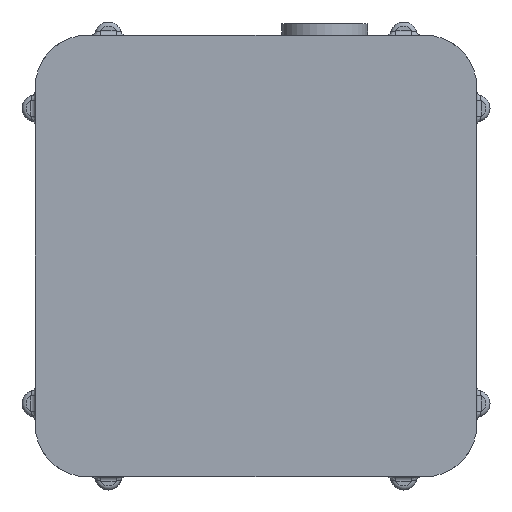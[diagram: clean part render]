
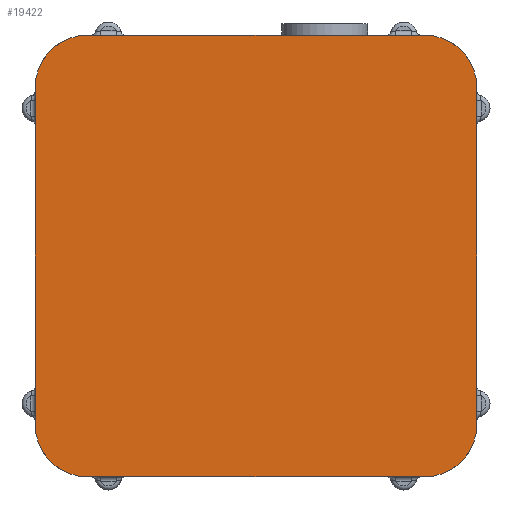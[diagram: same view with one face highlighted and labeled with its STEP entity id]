
A CAD part, front view. The second image highlights one B-rep face of the part: STEP entity #19422.
In plain terms, the highlighted planar face has unit normal (0, -1, 0).
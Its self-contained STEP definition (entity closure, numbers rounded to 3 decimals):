
#1031=PLANE('',#21142);
#1714=FACE_OUTER_BOUND('',#2944,.T.);
#2944=EDGE_LOOP('',(#13684,#13685,#13686,#13687,#13688,#13689,#13690,#13691));
#4228=LINE('',#29988,#5738);
#4271=LINE('',#31485,#5781);
#4300=LINE('',#32030,#5810);
#4316=LINE('',#32267,#5826);
#5738=VECTOR('',#23491,10.);
#5781=VECTOR('',#23624,10.);
#5810=VECTOR('',#23797,10.);
#5826=VECTOR('',#23871,10.);
#7242=CIRCLE('',#20932,12.75);
#7247=CIRCLE('',#20940,12.75);
#7252=CIRCLE('',#20948,12.75);
#7259=CIRCLE('',#20959,12.75);
#8435=VERTEX_POINT('',#29985);
#8436=VERTEX_POINT('',#29987);
#8452=VERTEX_POINT('',#30219);
#8461=VERTEX_POINT('',#30545);
#8464=VERTEX_POINT('',#30550);
#8475=VERTEX_POINT('',#30887);
#8478=VERTEX_POINT('',#30892);
#8495=VERTEX_POINT('',#31364);
#10192=EDGE_CURVE('',#8436,#8435,#4228,.T.);
#10212=EDGE_CURVE('',#8435,#8452,#7242,.T.);
#10228=EDGE_CURVE('',#8461,#8464,#7247,.T.);
#10246=EDGE_CURVE('',#8475,#8478,#7252,.T.);
#10273=EDGE_CURVE('',#8495,#8436,#7259,.T.);
#10293=EDGE_CURVE('',#8452,#8475,#4271,.T.);
#10381=EDGE_CURVE('',#8464,#8495,#4300,.T.);
#10422=EDGE_CURVE('',#8478,#8461,#4316,.T.);
#13684=ORIENTED_EDGE('',*,*,#10246,.T.);
#13685=ORIENTED_EDGE('',*,*,#10422,.T.);
#13686=ORIENTED_EDGE('',*,*,#10228,.T.);
#13687=ORIENTED_EDGE('',*,*,#10381,.T.);
#13688=ORIENTED_EDGE('',*,*,#10273,.T.);
#13689=ORIENTED_EDGE('',*,*,#10192,.T.);
#13690=ORIENTED_EDGE('',*,*,#10212,.T.);
#13691=ORIENTED_EDGE('',*,*,#10293,.T.);
#19422=ADVANCED_FACE('',(#1714),#1031,.F.);
#20932=AXIS2_PLACEMENT_3D('',#30221,#23510,#23511);
#20940=AXIS2_PLACEMENT_3D('',#30552,#23531,#23532);
#20948=AXIS2_PLACEMENT_3D('',#30894,#23554,#23555);
#20959=AXIS2_PLACEMENT_3D('',#31368,#23589,#23590);
#21142=AXIS2_PLACEMENT_3D('',#32431,#24064,#24065);
#23491=DIRECTION('',(-1.,0.,0.));
#23510=DIRECTION('center_axis',(0.,-1.,0.));
#23511=DIRECTION('ref_axis',(-1.,0.,0.));
#23531=DIRECTION('center_axis',(0.,-1.,0.));
#23532=DIRECTION('ref_axis',(1.,0.,0.));
#23554=DIRECTION('center_axis',(0.,-1.,0.));
#23555=DIRECTION('ref_axis',(0.,0.,-1.));
#23589=DIRECTION('center_axis',(0.,-1.,0.));
#23590=DIRECTION('ref_axis',(0.,0.,1.));
#23624=DIRECTION('',(0.,0.,-1.));
#23797=DIRECTION('',(0.,0.,1.));
#23871=DIRECTION('',(1.,0.,0.));
#24064=DIRECTION('center_axis',(0.,1.,0.));
#24065=DIRECTION('ref_axis',(1.,0.,0.));
#29985=CARTESIAN_POINT('',(-40.8,-2.75,53.55));
#29987=CARTESIAN_POINT('',(40.8,-2.75,53.55));
#29988=CARTESIAN_POINT('',(40.8,-2.75,53.55));
#30219=CARTESIAN_POINT('',(-53.55,-2.75,40.8));
#30221=CARTESIAN_POINT('Origin',(-40.8,-2.75,40.8));
#30545=CARTESIAN_POINT('',(40.8,-2.75,-53.55));
#30550=CARTESIAN_POINT('',(53.55,-2.75,-40.8));
#30552=CARTESIAN_POINT('Origin',(40.8,-2.75,-40.8));
#30887=CARTESIAN_POINT('',(-53.55,-2.75,-40.8));
#30892=CARTESIAN_POINT('',(-40.8,-2.75,-53.55));
#30894=CARTESIAN_POINT('Origin',(-40.8,-2.75,-40.8));
#31364=CARTESIAN_POINT('',(53.55,-2.75,40.8));
#31368=CARTESIAN_POINT('Origin',(40.8,-2.75,40.8));
#31485=CARTESIAN_POINT('',(-53.55,-2.75,40.8));
#32030=CARTESIAN_POINT('',(53.55,-2.75,-40.8));
#32267=CARTESIAN_POINT('',(-40.8,-2.75,-53.55));
#32431=CARTESIAN_POINT('Origin',(0.,-2.75,0.));
